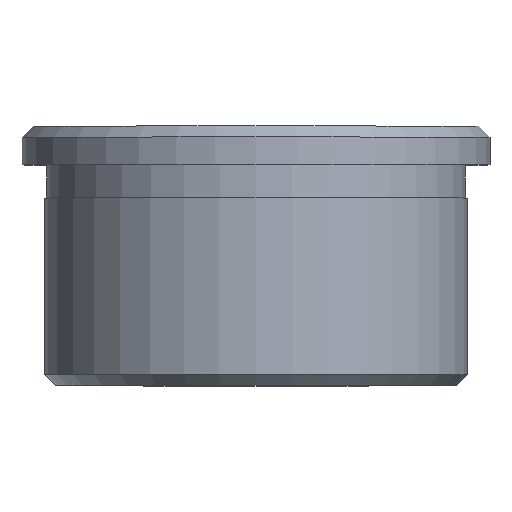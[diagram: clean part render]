
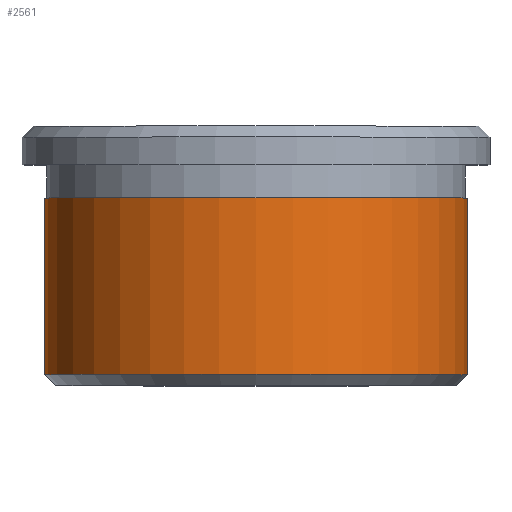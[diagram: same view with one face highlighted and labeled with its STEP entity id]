
A CAD part, top view. The second image highlights one B-rep face of the part: STEP entity #2561.
In plain terms, the highlighted cylindrical face has radius 19.15 mm (diameter 38.3 mm), a full revolution.
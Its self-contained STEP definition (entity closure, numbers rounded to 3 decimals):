
#527 = FACE_OUTER_BOUND ( 'NONE', #15177, .T. ) ;
#2021 = AXIS2_PLACEMENT_3D ( 'NONE', #12144, #2654, #9321 ) ;
#2561 = ADVANCED_FACE ( 'NONE', ( #7517, #527 ), #12129, .T. ) ;
#2654 = DIRECTION ( 'NONE',  ( 0., 1., 0. ) ) ;
#2717 = DIRECTION ( 'NONE',  ( 0., 0., -1. ) ) ;
#3149 = VERTEX_POINT ( 'NONE', #11803 ) ;
#3813 = AXIS2_PLACEMENT_3D ( 'NONE', #10842, #16336, #2717 ) ;
#4141 = ORIENTED_EDGE ( 'NONE', *, *, #11356, .T. ) ;
#4629 = DIRECTION ( 'NONE',  ( 0., 0., -1. ) ) ;
#5937 = DIRECTION ( 'NONE',  ( 0., -1., 0. ) ) ;
#7517 = FACE_OUTER_BOUND ( 'NONE', #13798, .T. ) ;
#8708 = CARTESIAN_POINT ( 'NONE',  ( 0., 0., 0. ) ) ;
#8956 = CIRCLE ( 'NONE', #2021, 19.15 ) ;
#9321 = DIRECTION ( 'NONE',  ( 0., 0., -1. ) ) ;
#10097 = AXIS2_PLACEMENT_3D ( 'NONE', #8708, #5937, #4629 ) ;
#10329 = VERTEX_POINT ( 'NONE', #14529 ) ;
#10842 = CARTESIAN_POINT ( 'NONE',  ( 0., 17., 0. ) ) ;
#11329 = EDGE_CURVE ( 'NONE', #3149, #3149, #14854, .T. ) ;
#11356 = EDGE_CURVE ( 'NONE', #10329, #10329, #8956, .T. ) ;
#11803 = CARTESIAN_POINT ( 'NONE',  ( 0., 17., -19.15 ) ) ;
#12129 = CYLINDRICAL_SURFACE ( 'NONE', #10097, 19.15 ) ;
#12144 = CARTESIAN_POINT ( 'NONE',  ( 0., 1., 0. ) ) ;
#13798 = EDGE_LOOP ( 'NONE', ( #4141 ) ) ;
#13845 = ORIENTED_EDGE ( 'NONE', *, *, #11329, .T. ) ;
#14529 = CARTESIAN_POINT ( 'NONE',  ( 0., 1., -19.15 ) ) ;
#14854 = CIRCLE ( 'NONE', #3813, 19.15 ) ;
#15177 = EDGE_LOOP ( 'NONE', ( #13845 ) ) ;
#16336 = DIRECTION ( 'NONE',  ( 0., -1., 0. ) ) ;
